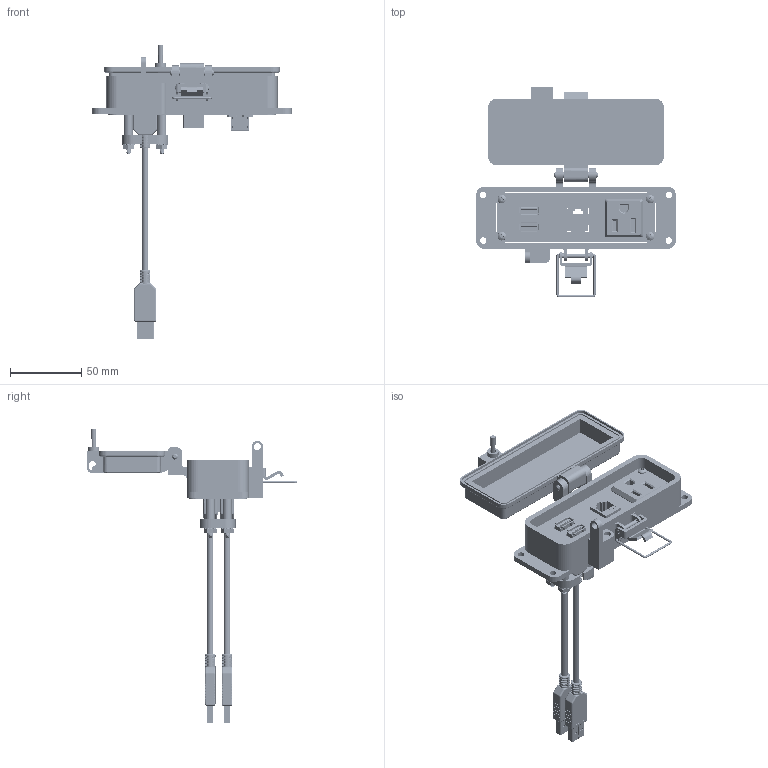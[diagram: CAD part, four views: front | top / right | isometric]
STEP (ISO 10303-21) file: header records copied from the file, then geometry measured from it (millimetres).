
FILE_DESCRIPTION (( 'STEP AP203' ), '1' );
FILE_NAME ('P-P11#2R2-H3R0_3D.STEP', '2019-03-29T16:40:12', ( '' ), ( '' ), 'SwSTEP 2.0', 'SolidWorks 2018', '' );
FILE_SCHEMA (( 'CONFIG_CONTROL_DESIGN' ));
Length unit declared in the file: millimetre
Products named in the file (18): -H3; Z-001-SPR_1-1_4; 92005A124_METRIC PAN HEAD PHILLIPS MACHINE SCREW_92005A124; Z-002-632516HN_90675A007; P-P11#2R2-H3R0_BP180_1; P-P11#2R2-H3R0_3D; P-P11#2R2-H3R0_FP060_1; P-P11#2R2-H3R0_TP060_1; Z-300-RJ45CAT5; Z-000-4243316TFP; R2; Z-020-3047; Z-200-OTLT-R0SQ; P11; R; P-P11#2R2-H3R0_TP240_1; Z-H-H3_B; 632FH_1-3_4-IN
Assembly tree (32 placements, depth 3):
  P-P11#2R2-H3R0_3D
    P-P11#2R2-H3R0_BP180_1
    P-P11#2R2-H3R0_TP060_1
    Z-000-4243316TFP  x3
    P11  x2
      Z-020-3047
    P-P11#2R2-H3R0_TP240_1
    632FH_1-3_4-IN  x4
    Z-001-SPR_1-1_4  x4
    Z-002-632516HN_90675A007  x4
    P-P11#2R2-H3R0_FP060_1
    R2
      Z-300-RJ45CAT5
    R
      Z-200-OTLT-R0SQ
    -H3
      Z-H-H3_B
    92005A124_METRIC PAN HEAD PHILLIPS MACHINE SCREW_92005A124  x4
Bounding box: 140 x 147.61 x 205.72 mm (x, y, z)
Volume: 135231.3 mm3; surface area: 112221.5 mm2
Topology: 53 solids, 53 shells, 5126 faces, 14566 edges, 9549 vertices
Faces by surface type: cylinder 2317, plane 2113, bspline 440, cone 232, torus 16, sphere 8
Entity records: 101525 total; most frequent: CARTESIAN_POINT 36338, ORIENTED_EDGE 14344, DIRECTION 11552, EDGE_CURVE 7172, VERTEX_POINT 4722, VECTOR 4332, LINE 4332, AXIS2_PLACEMENT_3D 3610
